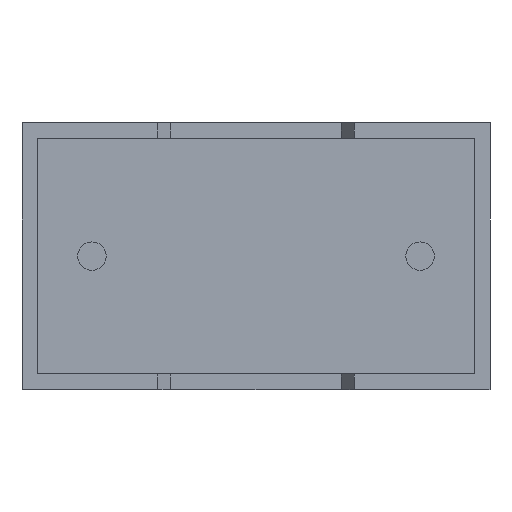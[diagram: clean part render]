
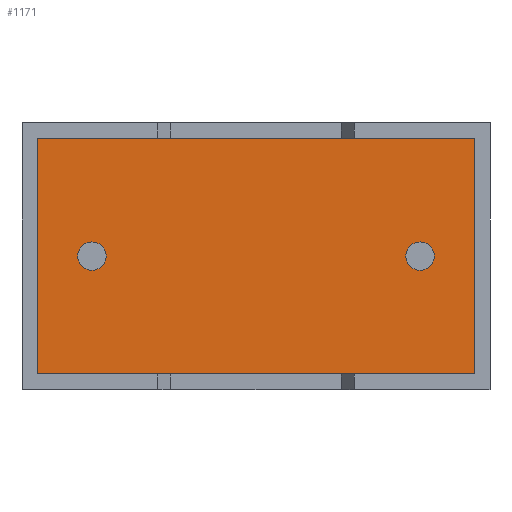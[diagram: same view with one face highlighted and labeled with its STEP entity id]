
A CAD part, front view. The second image highlights one B-rep face of the part: STEP entity #1171.
In plain terms, the highlighted planar face has unit normal (0, -1, 0).
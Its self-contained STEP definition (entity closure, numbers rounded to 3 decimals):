
#33 = AXIS2_PLACEMENT_3D ( 'NONE', #2990, #2787, #1795 ) ;
#124 = ORIENTED_EDGE ( 'NONE', *, *, #217, .F. ) ;
#129 = VERTEX_POINT ( 'NONE', #2995 ) ;
#140 = VERTEX_POINT ( 'NONE', #1815 ) ;
#168 = CARTESIAN_POINT ( 'NONE',  ( 1.6, 0.75, 3.375 ) ) ;
#206 = FACE_OUTER_BOUND ( 'NONE', #2808, .T. ) ;
#217 = EDGE_CURVE ( 'NONE', #586, #140, #1108, .T. ) ;
#243 = VERTEX_POINT ( 'NONE', #1451 ) ;
#274 = ORIENTED_EDGE ( 'NONE', *, *, #539, .T. ) ;
#278 = CIRCLE ( 'NONE', #33, 0.325 ) ;
#306 = EDGE_LOOP ( 'NONE', ( #376, #2743 ) ) ;
#351 = CARTESIAN_POINT ( 'NONE',  ( 0.357, 0.75, 5.743 ) ) ;
#376 = ORIENTED_EDGE ( 'NONE', *, *, #821, .F. ) ;
#390 = CARTESIAN_POINT ( 'NONE',  ( 9.1, 0.75, 3.05 ) ) ;
#539 = EDGE_CURVE ( 'NONE', #2000, #243, #1622, .T. ) ;
#578 = CIRCLE ( 'NONE', #2550, 0.325 ) ;
#586 = VERTEX_POINT ( 'NONE', #168 ) ;
#588 = VECTOR ( 'NONE', #1261, 1000. ) ;
#601 = EDGE_LOOP ( 'NONE', ( #124, #1191 ) ) ;
#627 = CARTESIAN_POINT ( 'NONE',  ( 0.357, 0.75, 0.357 ) ) ;
#641 = VECTOR ( 'NONE', #1473, 1000. ) ;
#707 = ORIENTED_EDGE ( 'NONE', *, *, #1399, .T. ) ;
#777 = EDGE_CURVE ( 'NONE', #140, #586, #578, .T. ) ;
#821 = EDGE_CURVE ( 'NONE', #1969, #129, #278, .T. ) ;
#839 = ORIENTED_EDGE ( 'NONE', *, *, #1946, .T. ) ;
#883 = AXIS2_PLACEMENT_3D ( 'NONE', #390, #2574, #1339 ) ;
#889 = FACE_BOUND ( 'NONE', #601, .T. ) ;
#1006 = VECTOR ( 'NONE', #3010, 1000. ) ;
#1040 = CARTESIAN_POINT ( 'NONE',  ( 1.6, 0.75, 3.05 ) ) ;
#1080 = CARTESIAN_POINT ( 'NONE',  ( 10.343, 0.75, 0.357 ) ) ;
#1108 = CIRCLE ( 'NONE', #1897, 0.325 ) ;
#1111 = CARTESIAN_POINT ( 'NONE',  ( 0., 0.75, 0. ) ) ;
#1171 = ADVANCED_FACE ( 'NONE', ( #2755, #206, #889 ), #1556, .T. ) ;
#1191 = ORIENTED_EDGE ( 'NONE', *, *, #777, .F. ) ;
#1261 = DIRECTION ( 'NONE',  ( 0., 0., -1. ) ) ;
#1288 = LINE ( 'NONE', #2673, #641 ) ;
#1339 = DIRECTION ( 'NONE',  ( 0., 0., -1. ) ) ;
#1399 = EDGE_CURVE ( 'NONE', #243, #2080, #1288, .T. ) ;
#1414 = VECTOR ( 'NONE', #1987, 1000. ) ;
#1427 = EDGE_CURVE ( 'NONE', #129, #1969, #1456, .T. ) ;
#1451 = CARTESIAN_POINT ( 'NONE',  ( 10.343, 0.75, 5.743 ) ) ;
#1456 = CIRCLE ( 'NONE', #883, 0.325 ) ;
#1473 = DIRECTION ( 'NONE',  ( -1., 0., 0. ) ) ;
#1556 = PLANE ( 'NONE',  #2960 ) ;
#1622 = LINE ( 'NONE', #2291, #1006 ) ;
#1795 = DIRECTION ( 'NONE',  ( 0., 0., -1. ) ) ;
#1815 = CARTESIAN_POINT ( 'NONE',  ( 1.6, 0.75, 2.725 ) ) ;
#1864 = EDGE_CURVE ( 'NONE', #2080, #2672, #2775, .T. ) ;
#1897 = AXIS2_PLACEMENT_3D ( 'NONE', #1040, #2398, #2228 ) ;
#1946 = EDGE_CURVE ( 'NONE', #2672, #2000, #2456, .T. ) ;
#1969 = VERTEX_POINT ( 'NONE', #2932 ) ;
#1974 = CARTESIAN_POINT ( 'NONE',  ( 1.6, 0.75, 3.05 ) ) ;
#1987 = DIRECTION ( 'NONE',  ( 1., 0., 0. ) ) ;
#2000 = VERTEX_POINT ( 'NONE', #1080 ) ;
#2080 = VERTEX_POINT ( 'NONE', #2987 ) ;
#2146 = ORIENTED_EDGE ( 'NONE', *, *, #1864, .T. ) ;
#2228 = DIRECTION ( 'NONE',  ( 0., 0., -1. ) ) ;
#2291 = CARTESIAN_POINT ( 'NONE',  ( 10.343, 0.75, 0.357 ) ) ;
#2302 = DIRECTION ( 'NONE',  ( 0., -1., 0. ) ) ;
#2311 = CARTESIAN_POINT ( 'NONE',  ( 0.357, 0.75, 0.357 ) ) ;
#2398 = DIRECTION ( 'NONE',  ( 0., -1., 0. ) ) ;
#2456 = LINE ( 'NONE', #627, #1414 ) ;
#2550 = AXIS2_PLACEMENT_3D ( 'NONE', #1974, #2937, #2715 ) ;
#2574 = DIRECTION ( 'NONE',  ( 0., -1., 0. ) ) ;
#2672 = VERTEX_POINT ( 'NONE', #2311 ) ;
#2673 = CARTESIAN_POINT ( 'NONE',  ( 10.343, 0.75, 5.743 ) ) ;
#2715 = DIRECTION ( 'NONE',  ( 0., 0., -1. ) ) ;
#2743 = ORIENTED_EDGE ( 'NONE', *, *, #1427, .F. ) ;
#2755 = FACE_BOUND ( 'NONE', #306, .T. ) ;
#2775 = LINE ( 'NONE', #351, #588 ) ;
#2787 = DIRECTION ( 'NONE',  ( 0., -1., 0. ) ) ;
#2808 = EDGE_LOOP ( 'NONE', ( #2146, #839, #274, #707 ) ) ;
#2932 = CARTESIAN_POINT ( 'NONE',  ( 9.1, 0.75, 3.375 ) ) ;
#2937 = DIRECTION ( 'NONE',  ( 0., -1., 0. ) ) ;
#2960 = AXIS2_PLACEMENT_3D ( 'NONE', #1111, #2302, #2986 ) ;
#2986 = DIRECTION ( 'NONE',  ( 0., 0., -1. ) ) ;
#2987 = CARTESIAN_POINT ( 'NONE',  ( 0.357, 0.75, 5.743 ) ) ;
#2990 = CARTESIAN_POINT ( 'NONE',  ( 9.1, 0.75, 3.05 ) ) ;
#2995 = CARTESIAN_POINT ( 'NONE',  ( 9.1, 0.75, 2.725 ) ) ;
#3010 = DIRECTION ( 'NONE',  ( 0., 0., 1. ) ) ;
